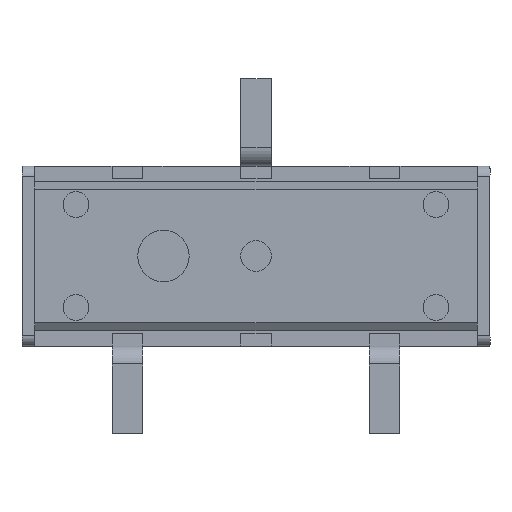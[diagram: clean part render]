
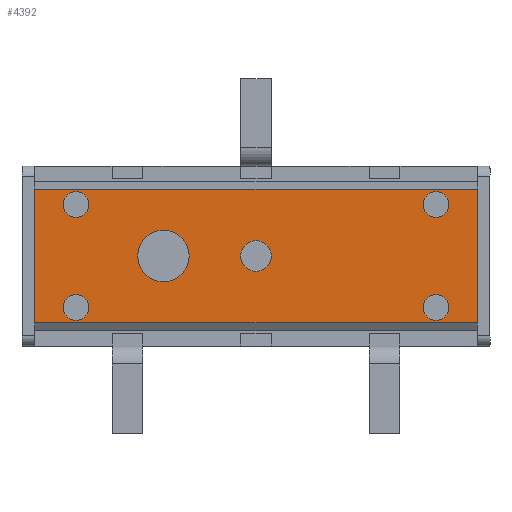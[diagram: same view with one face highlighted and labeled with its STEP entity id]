
A CAD part, top view. The second image highlights one B-rep face of the part: STEP entity #4392.
In plain terms, the highlighted planar face has unit normal (0, 0, 1).
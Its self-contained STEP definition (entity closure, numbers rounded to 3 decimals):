
#16=FACE_BOUND('',#614,.T.);
#17=FACE_BOUND('',#615,.T.);
#18=FACE_BOUND('',#616,.T.);
#19=FACE_BOUND('',#617,.T.);
#20=FACE_BOUND('',#618,.T.);
#21=FACE_BOUND('',#619,.T.);
#125=CIRCLE('',#4722,0.5);
#127=CIRCLE('',#4725,0.3);
#128=CIRCLE('',#4727,0.25);
#130=CIRCLE('',#4730,0.25);
#132=CIRCLE('',#4733,0.25);
#134=CIRCLE('',#4736,0.25);
#367=FACE_OUTER_BOUND('',#613,.T.);
#613=EDGE_LOOP('',(#3739,#3740,#3741,#3742));
#614=EDGE_LOOP('',(#3743));
#615=EDGE_LOOP('',(#3744));
#616=EDGE_LOOP('',(#3745));
#617=EDGE_LOOP('',(#3746));
#618=EDGE_LOOP('',(#3747));
#619=EDGE_LOOP('',(#3748));
#1051=LINE('',#6960,#1573);
#1085=LINE('',#7025,#1607);
#1124=LINE('',#7124,#1646);
#1125=LINE('',#7126,#1647);
#1573=VECTOR('',#5651,1000.);
#1607=VECTOR('',#5693,1000.);
#1646=VECTOR('',#5792,1000.);
#1647=VECTOR('',#5795,1000.);
#2039=VERTEX_POINT('',#6957);
#2040=VERTEX_POINT('',#6959);
#2066=VERTEX_POINT('',#7022);
#2067=VERTEX_POINT('',#7024);
#2071=VERTEX_POINT('',#7034);
#2073=VERTEX_POINT('',#7040);
#2074=VERTEX_POINT('',#7044);
#2076=VERTEX_POINT('',#7050);
#2078=VERTEX_POINT('',#7056);
#2080=VERTEX_POINT('',#7062);
#2589=EDGE_CURVE('',#2039,#2040,#1051,.T.);
#2623=EDGE_CURVE('',#2067,#2066,#1085,.T.);
#2629=EDGE_CURVE('',#2071,#2071,#125,.T.);
#2632=EDGE_CURVE('',#2073,#2073,#127,.T.);
#2633=EDGE_CURVE('',#2074,#2074,#128,.T.);
#2636=EDGE_CURVE('',#2076,#2076,#130,.T.);
#2639=EDGE_CURVE('',#2078,#2078,#132,.T.);
#2642=EDGE_CURVE('',#2080,#2080,#134,.T.);
#2675=EDGE_CURVE('',#2040,#2066,#1124,.T.);
#2676=EDGE_CURVE('',#2039,#2067,#1125,.T.);
#3739=ORIENTED_EDGE('',*,*,#2676,.T.);
#3740=ORIENTED_EDGE('',*,*,#2623,.T.);
#3741=ORIENTED_EDGE('',*,*,#2675,.F.);
#3742=ORIENTED_EDGE('',*,*,#2589,.F.);
#3743=ORIENTED_EDGE('',*,*,#2629,.F.);
#3744=ORIENTED_EDGE('',*,*,#2632,.F.);
#3745=ORIENTED_EDGE('',*,*,#2633,.F.);
#3746=ORIENTED_EDGE('',*,*,#2636,.F.);
#3747=ORIENTED_EDGE('',*,*,#2639,.F.);
#3748=ORIENTED_EDGE('',*,*,#2642,.F.);
#4154=PLANE('',#4750);
#4392=ADVANCED_FACE('',(#367,#16,#17,#18,#19,#20,#21),#4154,.F.);
#4722=AXIS2_PLACEMENT_3D('',#7036,#5702,#5703);
#4725=AXIS2_PLACEMENT_3D('',#7042,#5709,#5710);
#4727=AXIS2_PLACEMENT_3D('',#7045,#5713,#5714);
#4730=AXIS2_PLACEMENT_3D('',#7051,#5720,#5721);
#4733=AXIS2_PLACEMENT_3D('',#7057,#5727,#5728);
#4736=AXIS2_PLACEMENT_3D('',#7063,#5734,#5735);
#4750=AXIS2_PLACEMENT_3D('',#7125,#5793,#5794);
#5651=DIRECTION('',(0.,1.,0.));
#5693=DIRECTION('',(0.,1.,0.));
#5702=DIRECTION('center_axis',(0.,0.,1.));
#5703=DIRECTION('ref_axis',(0.,-1.,0.));
#5709=DIRECTION('center_axis',(0.,0.,1.));
#5710=DIRECTION('ref_axis',(0.,-1.,0.));
#5713=DIRECTION('center_axis',(0.,0.,1.));
#5714=DIRECTION('ref_axis',(0.,1.,0.));
#5720=DIRECTION('center_axis',(0.,0.,1.));
#5721=DIRECTION('ref_axis',(0.,1.,0.));
#5727=DIRECTION('center_axis',(0.,0.,1.));
#5728=DIRECTION('ref_axis',(0.,1.,0.));
#5734=DIRECTION('center_axis',(0.,0.,1.));
#5735=DIRECTION('ref_axis',(0.,1.,0.));
#5792=DIRECTION('',(1.,0.,0.));
#5793=DIRECTION('center_axis',(0.,0.,-1.));
#5794=DIRECTION('ref_axis',(0.,1.,0.));
#5795=DIRECTION('',(1.,0.,0.));
#6957=CARTESIAN_POINT('',(-4.3,-1.3,-0.25));
#6959=CARTESIAN_POINT('',(-4.3,1.3,-0.25));
#6960=CARTESIAN_POINT('',(-4.3,-1.75,-0.25));
#7022=CARTESIAN_POINT('',(4.3,1.3,-0.25));
#7024=CARTESIAN_POINT('',(4.3,-1.3,-0.25));
#7025=CARTESIAN_POINT('',(4.3,-1.75,-0.25));
#7034=CARTESIAN_POINT('',(-1.8,0.5,-0.25));
#7036=CARTESIAN_POINT('Origin',(-1.8,0.,-0.25));
#7040=CARTESIAN_POINT('',(0.,0.3,-0.25));
#7042=CARTESIAN_POINT('Origin',(0.,0.,-0.25));
#7044=CARTESIAN_POINT('',(3.5,0.75,-0.25));
#7045=CARTESIAN_POINT('Origin',(3.5,1.,-0.25));
#7050=CARTESIAN_POINT('',(3.5,-1.25,-0.25));
#7051=CARTESIAN_POINT('Origin',(3.5,-1.,-0.25));
#7056=CARTESIAN_POINT('',(-3.5,-1.25,-0.25));
#7057=CARTESIAN_POINT('Origin',(-3.5,-1.,-0.25));
#7062=CARTESIAN_POINT('',(-3.5,0.75,-0.25));
#7063=CARTESIAN_POINT('Origin',(-3.5,1.,-0.25));
#7124=CARTESIAN_POINT('',(-4.25,1.3,-0.25));
#7125=CARTESIAN_POINT('Origin',(-4.25,1.3,-0.25));
#7126=CARTESIAN_POINT('',(-4.25,-1.3,-0.25));
